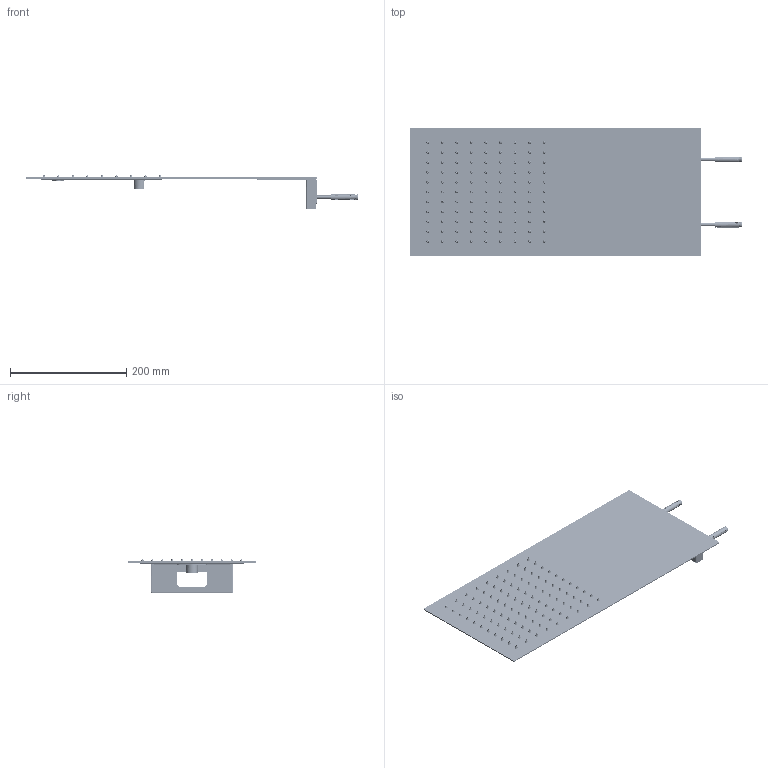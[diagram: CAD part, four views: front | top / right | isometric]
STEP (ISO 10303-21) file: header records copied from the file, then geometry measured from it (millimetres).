
FILE_DESCRIPTION(('STEP AP214'),'1');
FILE_NAME('Art.35100.stp','2023-06-12T05:46:58',(' '),(' '),'Spatial InterOp 3D',' ',' ');
FILE_SCHEMA(('AUTOMOTIVE_DESIGN { 1 0 10303 214 1 1 1 1 }'));
Length unit declared in the file: millimetre
Products named in the file (39): Gr ScC; 21855; S.00103; ASSEM1; M_20938; Art.35100; S.00163; S.01019; S.00108; S.01017b; S.01017; S.01017a; S.01030; P.00201; T.RA013; Logo; 23063; P.00100; M_20995
Assembly tree (139 placements, depth 5):
  Art.35100
    Gr ScC
      21855
      S.00103  x2
        ASSEM1
        S.00103
      M_20938
    S.00163  x2
    S.01019  x2
      S.00108
      S.01017
        S.01017b
          ASSEM1
          S.01017b
        S.01017a
      S.01030
        ASSEM1
        (unnamed)
        (unnamed)
        (unnamed)
        S.01030
    P.00201
      ASSEM1
      (unnamed)
      (unnamed)
      (unnamed)
      P.00201
    T.RA013
      ASSEM1
      T.RA013
    Logo
    23063
    P.00100  x99
      ASSEM1
      (unnamed)
      (unnamed)
      (unnamed)
      P.00100
    M_20995
Bounding box: 570.7 x 220 x 59.8 mm (x, y, z)
Volume: 310049.9 mm3; surface area: 546472.4 mm2
Topology: 121 solids, 121 shells, 3426 faces, 8277 edges, 5431 vertices
Faces by surface type: torus 1160, plane 1075, cylinder 805, extrusion 224, cone 136, sphere 20, bspline 6
Full cylindrical faces by diameter (mm): 1.5 x99, 1.7 x99, 3.1 x99, 3.3 x99, 4 x1, 4.8 x2, 5 x105, 6 x4, 6.5 x2, 7 x1, 7.6 x2, 8.4 x2, 8.566 x2, 8.8 x2, 9.8 x4, 10 x104, 10.4 x2, 11.5 x2, 13.9 x1, 14.1 x1, 14.9 x1, 15 x1, 16 x1, 20 x1
Entity records: 53052 total; most frequent: CARTESIAN_POINT 12481, ORIENTED_EDGE 5268, DIRECTION 5019, EDGE_CURVE 2634, VERTEX_POINT 1820, AXIS2_PLACEMENT_3D 1734, VECTOR 1551, EDGE_LOOP 1541
